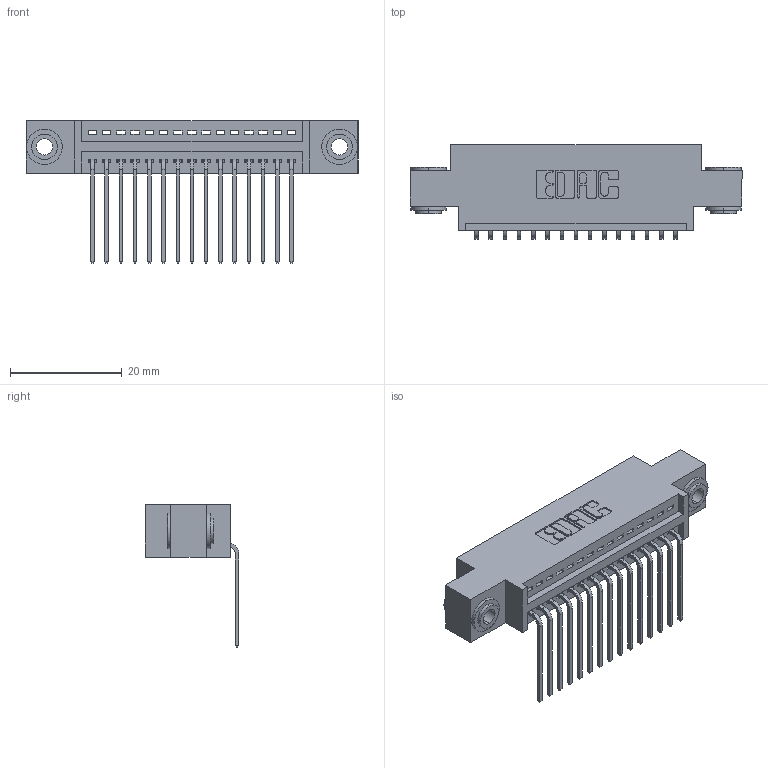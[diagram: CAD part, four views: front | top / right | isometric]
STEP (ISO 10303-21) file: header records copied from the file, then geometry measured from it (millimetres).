
FILE_DESCRIPTION (( 'STEP AP203' ), '1' );
FILE_NAME ('395-015-559-603.STEP', '2018-11-06T13:53:56', ( '' ), ( '' ), 'SwSTEP 2.0', 'SolidWorks 2016', '' );
FILE_SCHEMA (( 'CONFIG_CONTROL_DESIGN' ));
Length unit declared in the file: inch
Products named in the file (4): 345 Part_0.170 Offset - 0.156 Dia-TH; 395-015-559-603; 345-250-002_345-250-002-102; 345-292-001_558 559 Tail - 1
Assembly tree (18 placements, depth 2):
  395-015-559-603
    345 Part_0.170 Offset - 0.156 Dia-TH
    345-292-001_558 559 Tail - 1  x15
    345-250-002_345-250-002-102  x2
Bounding box: 59.31 x 16.75 x 25.53 mm (x, y, z)
Volume: 5368 mm3; surface area: 7401.4 mm2
Topology: 18 solids, 18 shells, 1068 faces, 3159 edges, 2082 vertices
Faces by surface type: plane 724, cylinder 336, cone 8
Entity records: 15790 total; most frequent: CARTESIAN_POINT 2716, ORIENTED_EDGE 2658, DIRECTION 2441, EDGE_CURVE 1329, LINE 1113, VECTOR 1113, VERTEX_POINT 882, AXIS2_PLACEMENT_3D 664
